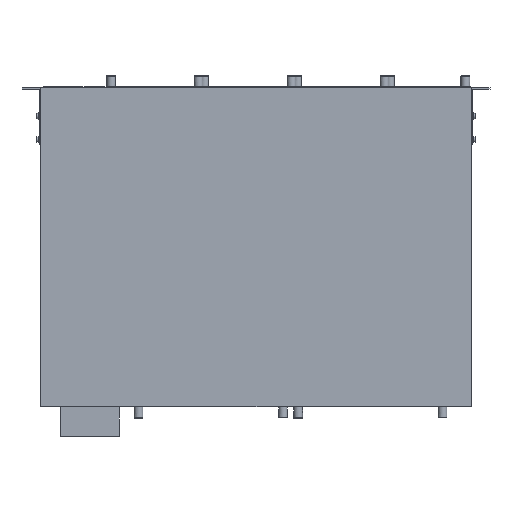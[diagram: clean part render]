
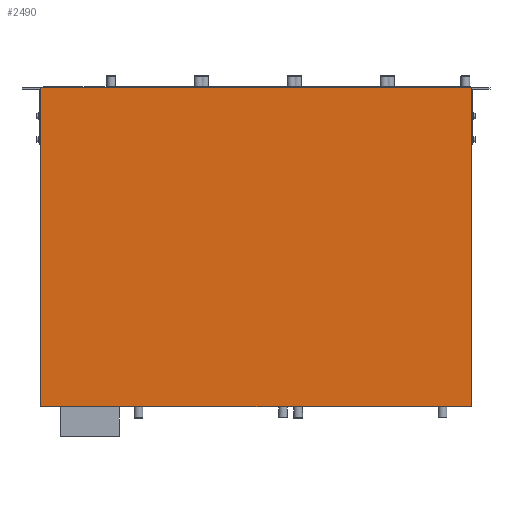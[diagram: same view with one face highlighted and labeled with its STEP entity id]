
A CAD part, front view. The second image highlights one B-rep face of the part: STEP entity #2490.
In plain terms, the highlighted planar face has unit normal (0, -1, 0).
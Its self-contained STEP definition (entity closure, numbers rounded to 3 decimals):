
#2463=AXIS2_PLACEMENT_3D('Plane Axis2P3D',#2460,#2461,#2462) ;
#42=CARTESIAN_POINT('Vertex',(459.,0.,30.)) ;
#56=CARTESIAN_POINT('Vertex',(459.,0.,356.)) ;
#59=CARTESIAN_POINT('Line Origine',(459.,0.,193.)) ;
#2460=CARTESIAN_POINT('Axis2P3D Location',(459.,0.,356.)) ;
#2465=CARTESIAN_POINT('Line Origine',(239.,0.,356.)) ;
#2469=CARTESIAN_POINT('Vertex',(19.,0.,356.)) ;
#2472=CARTESIAN_POINT('Line Origine',(19.,0.,193.)) ;
#2476=CARTESIAN_POINT('Vertex',(19.,0.,30.)) ;
#2479=CARTESIAN_POINT('Line Origine',(239.,0.,30.)) ;
#60=DIRECTION('Vector Direction',(0.,0.,-1.)) ;
#2461=DIRECTION('Axis2P3D Direction',(0.,-1.,0.)) ;
#2462=DIRECTION('Axis2P3D XDirection',(1.,0.,0.)) ;
#2466=DIRECTION('Vector Direction',(1.,0.,0.)) ;
#2473=DIRECTION('Vector Direction',(0.,0.,-1.)) ;
#2480=DIRECTION('Vector Direction',(1.,0.,0.)) ;
#61=VECTOR('Line Direction',#60,1.) ;
#2467=VECTOR('Line Direction',#2466,1.) ;
#2474=VECTOR('Line Direction',#2473,1.) ;
#2481=VECTOR('Line Direction',#2480,1.) ;
#2485=ORIENTED_EDGE('',*,*,#63,.F.) ;
#2486=ORIENTED_EDGE('',*,*,#2471,.T.) ;
#2487=ORIENTED_EDGE('',*,*,#2478,.T.) ;
#2488=ORIENTED_EDGE('',*,*,#2483,.T.) ;
#2490=ADVANCED_FACE('GEHAEUSE',(#2489),#2464,.T.) ;
#63=EDGE_CURVE('',#57,#43,#62,.T.) ;
#2471=EDGE_CURVE('',#57,#2470,#2468,.F.) ;
#2478=EDGE_CURVE('',#2470,#2477,#2475,.T.) ;
#2483=EDGE_CURVE('',#2477,#43,#2482,.T.) ;
#2484=EDGE_LOOP('',(#2485,#2486,#2487,#2488)) ;
#2489=FACE_OUTER_BOUND('',#2484,.T.) ;
#62=LINE('Line',#59,#61) ;
#2468=LINE('Line',#2465,#2467) ;
#2475=LINE('Line',#2472,#2474) ;
#2482=LINE('Line',#2479,#2481) ;
#2464=PLANE('',#2463) ;
#43=VERTEX_POINT('',#42) ;
#57=VERTEX_POINT('',#56) ;
#2470=VERTEX_POINT('',#2469) ;
#2477=VERTEX_POINT('',#2476) ;
